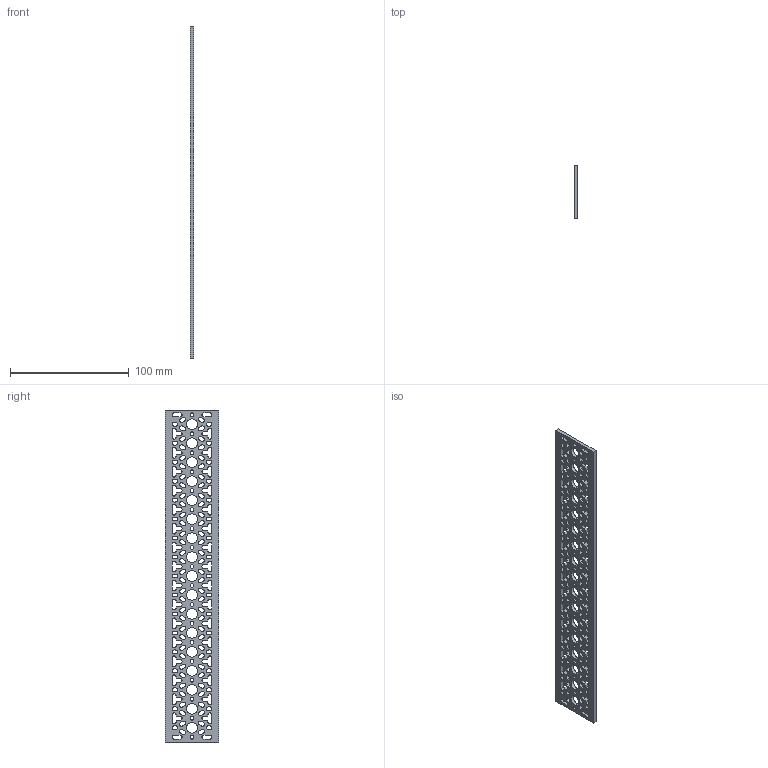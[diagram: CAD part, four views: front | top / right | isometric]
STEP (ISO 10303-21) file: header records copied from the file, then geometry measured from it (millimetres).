
FILE_DESCRIPTION (( 'STEP AP203' ), '1' );
FILE_NAME ('REV-41-1785.STEP', '2019-07-11T21:22:17', ( '' ), ( '' ), 'SwSTEP 2.0', 'SolidWorks 2018', '' );
FILE_SCHEMA (( 'CONFIG_CONTROL_DESIGN' ));
Length unit declared in the file: millimetre
Products named in the file (1): REV-41-1785
Bounding box: 3 x 45 x 280 mm (x, y, z)
Volume: 25534.7 mm3; surface area: 28339.6 mm2
Topology: 1 solids, 1 shells, 856 faces, 2562 edges, 1708 vertices
Faces by surface type: cylinder 478, plane 378
Entity records: 29931 total; most frequent: DIRECTION 5232, CARTESIAN_POINT 5127, ORIENTED_EDGE 5124, EDGE_CURVE 2562, AXIS2_PLACEMENT_3D 1813, VERTEX_POINT 1708, LINE 1606, VECTOR 1606
